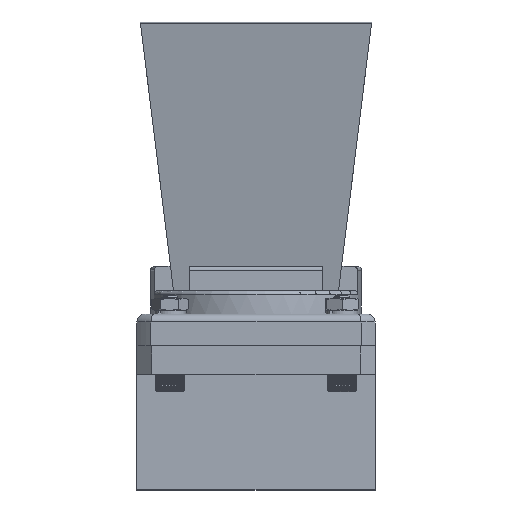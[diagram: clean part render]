
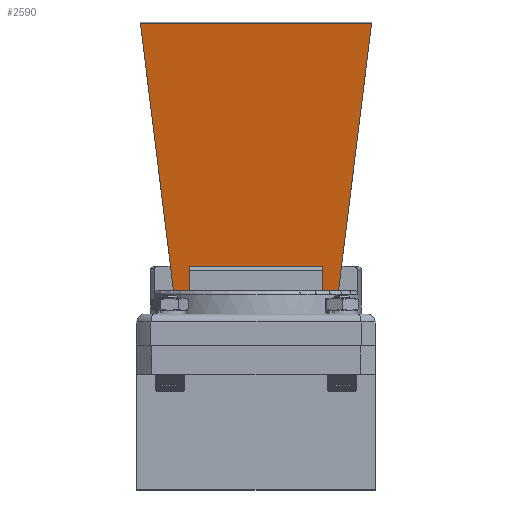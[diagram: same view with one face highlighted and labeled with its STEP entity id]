
A CAD part, front view. The second image highlights one B-rep face of the part: STEP entity #2590.
In plain terms, the highlighted face is planar.
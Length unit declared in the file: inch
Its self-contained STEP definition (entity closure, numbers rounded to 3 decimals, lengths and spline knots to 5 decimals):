
#379 = EDGE_CURVE ( 'NONE', #1281, #3419, #4861, .T. ) ;
#430 = AXIS2_PLACEMENT_3D ( 'NONE', #566, #9844, #14629 ) ;
#566 = CARTESIAN_POINT ( 'NONE',  ( -2.94153, 0.435, 0.3113 ) ) ;
#745 = DIRECTION ( 'NONE',  ( 0., 0.987, 0.159 ) ) ;
#1013 = VECTOR ( 'NONE', #12548, 39.37008 ) ;
#1068 = CARTESIAN_POINT ( 'NONE',  ( -0.64975, 0.435, 0.3113 ) ) ;
#1147 = VERTEX_POINT ( 'NONE', #3348 ) ;
#1281 = VERTEX_POINT ( 'NONE', #6062 ) ;
#1469 = CARTESIAN_POINT ( 'NONE',  ( 0.5267, 0.435, 0.3113 ) ) ;
#1474 = VERTEX_POINT ( 'NONE', #1469 ) ;
#1581 = CARTESIAN_POINT ( 'NONE',  ( -2.94153, 0.435, 0.3113 ) ) ;
#1595 = CARTESIAN_POINT ( 'NONE',  ( -0.5267, 0.435, 0.3113 ) ) ;
#2120 = LINE ( 'NONE', #11423, #1013 ) ;
#2560 = DIRECTION ( 'NONE',  ( 1., 0., 0. ) ) ;
#2590 = ADVANCED_FACE ( 'NONE', ( #4453 ), #7615, .T. ) ;
#2622 = LINE ( 'NONE', #1581, #3703 ) ;
#2908 = CARTESIAN_POINT ( 'NONE',  ( -0.5267, 0.435, 0.3113 ) ) ;
#3284 = VERTEX_POINT ( 'NONE', #2908 ) ;
#3348 = CARTESIAN_POINT ( 'NONE',  ( 0.90975, 2.5403, 0.65124 ) ) ;
#3419 = VERTEX_POINT ( 'NONE', #1068 ) ;
#3425 = CARTESIAN_POINT ( 'NONE',  ( 0.64975, 0.435, 0.3113 ) ) ;
#3703 = VECTOR ( 'NONE', #2560, 39.37008 ) ;
#3749 = EDGE_CURVE ( 'NONE', #3419, #3284, #2622, .T. ) ;
#3866 = CARTESIAN_POINT ( 'NONE',  ( -0.68332, 0.7068, 0.35519 ) ) ;
#4022 = CARTESIAN_POINT ( 'NONE',  ( 0.5267, 0.625, 0.34198 ) ) ;
#4311 = VECTOR ( 'NONE', #6282, 39.37008 ) ;
#4453 = FACE_OUTER_BOUND ( 'NONE', #5591, .T. ) ;
#4528 = EDGE_CURVE ( 'NONE', #1474, #9774, #12070, .T. ) ;
#4861 = LINE ( 'NONE', #3866, #4311 ) ;
#5378 = VECTOR ( 'NONE', #12508, 39.37008 ) ;
#5435 = CARTESIAN_POINT ( 'NONE',  ( 0.5267, 0.625, 0.34198 ) ) ;
#5591 = EDGE_LOOP ( 'NONE', ( #9847, #6671, #13424, #9674, #11932, #14749, #12920, #7489 ) ) ;
#5979 = VECTOR ( 'NONE', #745, 39.37008 ) ;
#6062 = CARTESIAN_POINT ( 'NONE',  ( -0.90975, 2.5403, 0.65124 ) ) ;
#6149 = DIRECTION ( 'NONE',  ( 0., 0.987, 0.159 ) ) ;
#6282 = DIRECTION ( 'NONE',  ( 0.121, -0.98, -0.158 ) ) ;
#6671 = ORIENTED_EDGE ( 'NONE', *, *, #4528, .F. ) ;
#7019 = VECTOR ( 'NONE', #6149, 39.37008 ) ;
#7330 = CARTESIAN_POINT ( 'NONE',  ( -2.94153, 0.435, 0.3113 ) ) ;
#7489 = ORIENTED_EDGE ( 'NONE', *, *, #14165, .T. ) ;
#7615 = PLANE ( 'NONE',  #430 ) ;
#7709 = CARTESIAN_POINT ( 'NONE',  ( 0.5267, 0.435, 0.3113 ) ) ;
#8151 = LINE ( 'NONE', #7330, #11814 ) ;
#9187 = VERTEX_POINT ( 'NONE', #3425 ) ;
#9674 = ORIENTED_EDGE ( 'NONE', *, *, #13676, .F. ) ;
#9774 = VERTEX_POINT ( 'NONE', #5435 ) ;
#9799 = DIRECTION ( 'NONE',  ( -1., 0., 0. ) ) ;
#9844 = DIRECTION ( 'NONE',  ( 0., -0.159, 0.987 ) ) ;
#9847 = ORIENTED_EDGE ( 'NONE', *, *, #15049, .F. ) ;
#10135 = VERTEX_POINT ( 'NONE', #10983 ) ;
#10747 = DIRECTION ( 'NONE',  ( 1., 0., 0. ) ) ;
#10983 = CARTESIAN_POINT ( 'NONE',  ( -0.5267, 0.625, 0.34198 ) ) ;
#11258 = LINE ( 'NONE', #1595, #7019 ) ;
#11423 = CARTESIAN_POINT ( 'NONE',  ( -2.94153, 2.5403, 0.65124 ) ) ;
#11814 = VECTOR ( 'NONE', #10747, 39.37008 ) ;
#11833 = EDGE_CURVE ( 'NONE', #1281, #1147, #2120, .T. ) ;
#11932 = ORIENTED_EDGE ( 'NONE', *, *, #11833, .F. ) ;
#12070 = LINE ( 'NONE', #7709, #5979 ) ;
#12152 = EDGE_CURVE ( 'NONE', #1474, #9187, #8151, .T. ) ;
#12508 = DIRECTION ( 'NONE',  ( -0.121, -0.98, -0.158 ) ) ;
#12548 = DIRECTION ( 'NONE',  ( 1., 0., 0. ) ) ;
#12670 = VECTOR ( 'NONE', #9799, 39.37008 ) ;
#12920 = ORIENTED_EDGE ( 'NONE', *, *, #3749, .T. ) ;
#13041 = LINE ( 'NONE', #4022, #12670 ) ;
#13424 = ORIENTED_EDGE ( 'NONE', *, *, #12152, .T. ) ;
#13676 = EDGE_CURVE ( 'NONE', #1147, #9187, #14903, .T. ) ;
#14165 = EDGE_CURVE ( 'NONE', #3284, #10135, #11258, .T. ) ;
#14629 = DIRECTION ( 'NONE',  ( 0., -0.987, -0.159 ) ) ;
#14749 = ORIENTED_EDGE ( 'NONE', *, *, #379, .T. ) ;
#14903 = LINE ( 'NONE', #14949, #5378 ) ;
#14949 = CARTESIAN_POINT ( 'NONE',  ( 0.68332, 0.7068, 0.35519 ) ) ;
#15049 = EDGE_CURVE ( 'NONE', #9774, #10135, #13041, .T. ) ;
